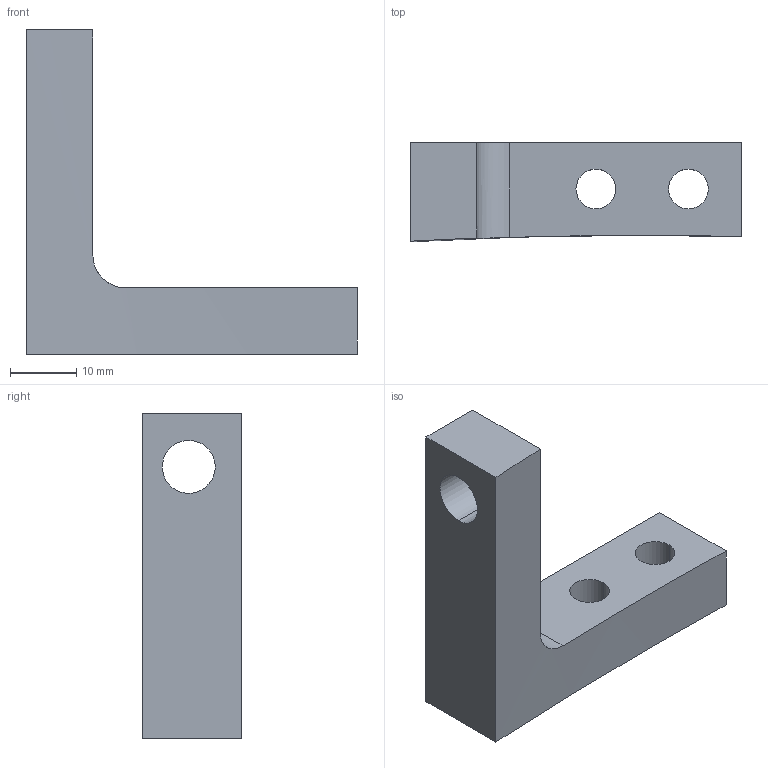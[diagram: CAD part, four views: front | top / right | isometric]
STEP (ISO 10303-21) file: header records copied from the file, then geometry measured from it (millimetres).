
FILE_DESCRIPTION((''),'2;1');
FILE_NAME('adjust_part1_MIR_050106.stp','2005-01-11T19:26:51',('mihara'),(''),'Autodesk Inventor 8','Autodesk Inventor 8','');
FILE_SCHEMA(('AUTOMOTIVE_DESIGN { 1 0 10303 214 1 1 1 1 }'));
Length unit declared in the file: millimetre
Products named in the file (1): adjust_part1_MIR
Bounding box: 50 x 14.97 x 49 mm (x, y, z)
Volume: 11870.6 mm3; surface area: 5039.6 mm2
Topology: 1 solids, 1 shells, 15 faces, 39 edges, 26 vertices
Faces by surface type: bspline 9, cylinder 6
Entity records: 537 total; most frequent: CARTESIAN_POINT 145, ORIENTED_EDGE 78, DIRECTION 68, EDGE_CURVE 39, VERTEX_POINT 26, AXIS2_PLACEMENT_3D 23, VECTOR 22, LINE 22
